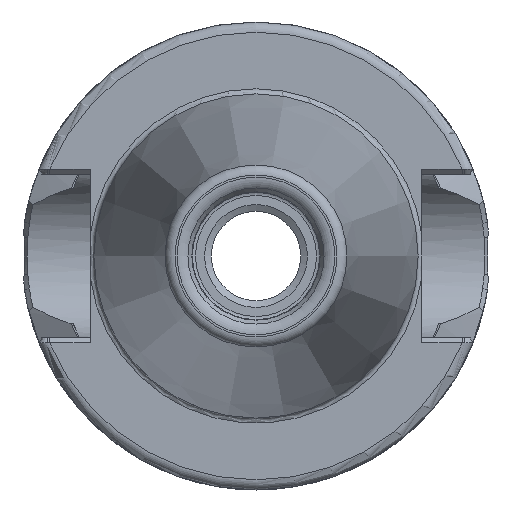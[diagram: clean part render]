
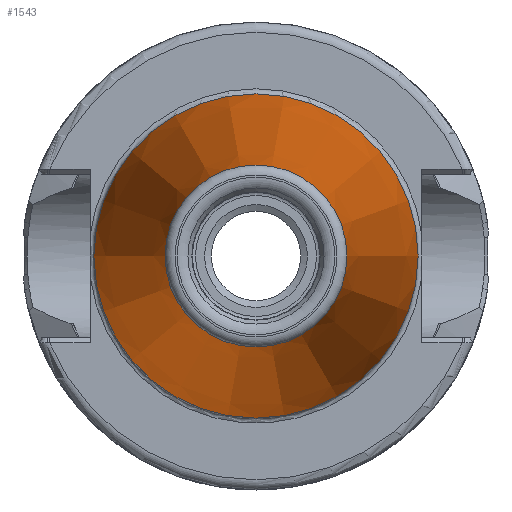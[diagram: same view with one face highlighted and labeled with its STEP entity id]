
A CAD part, left-side view. The second image highlights one B-rep face of the part: STEP entity #1543.
In plain terms, the highlighted conical face has half-angle 8.297 degrees and reference radius 12.437 mm.
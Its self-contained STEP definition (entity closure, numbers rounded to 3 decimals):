
#151=CIRCLE('',#1690,8.941);
#152=CIRCLE('',#1691,8.941);
#153=CIRCLE('',#1692,8.941);
#155=CIRCLE('',#1695,15.933);
#156=CIRCLE('',#1696,15.933);
#197=CONICAL_SURFACE('',#1694,12.437,0.145);
#263=FACE_OUTER_BOUND('',#346,.T.);
#346=EDGE_LOOP('',(#1357,#1358,#1359,#1360,#1361,#1362,#1363));
#438=LINE('',#3359,#511);
#511=VECTOR('',#2048,12.437);
#708=VERTEX_POINT('',#3347);
#709=VERTEX_POINT('',#3348);
#710=VERTEX_POINT('',#3350);
#711=VERTEX_POINT('',#3355);
#712=VERTEX_POINT('',#3356);
#936=EDGE_CURVE('',#708,#709,#151,.T.);
#937=EDGE_CURVE('',#710,#708,#152,.T.);
#938=EDGE_CURVE('',#709,#710,#153,.T.);
#940=EDGE_CURVE('',#711,#712,#155,.T.);
#941=EDGE_CURVE('',#712,#711,#156,.T.);
#942=EDGE_CURVE('',#712,#710,#438,.T.);
#1357=ORIENTED_EDGE('',*,*,#940,.F.);
#1358=ORIENTED_EDGE('',*,*,#941,.F.);
#1359=ORIENTED_EDGE('',*,*,#942,.T.);
#1360=ORIENTED_EDGE('',*,*,#937,.T.);
#1361=ORIENTED_EDGE('',*,*,#936,.T.);
#1362=ORIENTED_EDGE('',*,*,#938,.T.);
#1363=ORIENTED_EDGE('',*,*,#942,.F.);
#1543=ADVANCED_FACE('',(#263),#197,.T.);
#1690=AXIS2_PLACEMENT_3D('',#3349,#2034,#2035);
#1691=AXIS2_PLACEMENT_3D('',#3351,#2036,#2037);
#1692=AXIS2_PLACEMENT_3D('',#3352,#2038,#2039);
#1694=AXIS2_PLACEMENT_3D('',#3354,#2042,#2043);
#1695=AXIS2_PLACEMENT_3D('',#3357,#2044,#2045);
#1696=AXIS2_PLACEMENT_3D('',#3358,#2046,#2047);
#2034=DIRECTION('center_axis',(1.,0.,0.));
#2035=DIRECTION('ref_axis',(0.,0.,-1.));
#2036=DIRECTION('center_axis',(1.,0.,0.));
#2037=DIRECTION('ref_axis',(0.,0.,-1.));
#2038=DIRECTION('center_axis',(1.,0.,0.));
#2039=DIRECTION('ref_axis',(0.,0.,-1.));
#2042=DIRECTION('center_axis',(1.,0.,0.));
#2043=DIRECTION('ref_axis',(0.,1.,0.));
#2044=DIRECTION('center_axis',(1.,0.,0.));
#2045=DIRECTION('ref_axis',(0.,0.,-1.));
#2046=DIRECTION('center_axis',(1.,0.,0.));
#2047=DIRECTION('ref_axis',(0.,0.,-1.));
#2048=DIRECTION('',(-0.99,0.144,0.));
#3347=CARTESIAN_POINT('',(-47.944,8.941,0.));
#3348=CARTESIAN_POINT('',(-47.944,0.,8.941));
#3349=CARTESIAN_POINT('Origin',(-47.944,0.,
0.));
#3350=CARTESIAN_POINT('',(-47.944,-8.941,0.));
#3351=CARTESIAN_POINT('Origin',(-47.944,0.,
0.));
#3352=CARTESIAN_POINT('Origin',(-47.944,0.,
0.));
#3354=CARTESIAN_POINT('Origin',(-23.972,0.,0.));
#3355=CARTESIAN_POINT('',(0.,15.933,0.));
#3356=CARTESIAN_POINT('',(0.,-15.933,0.));
#3357=CARTESIAN_POINT('Origin',(0.,0.,
0.));
#3358=CARTESIAN_POINT('Origin',(0.,0.,
0.));
#3359=CARTESIAN_POINT('',(-23.972,-12.437,0.));
